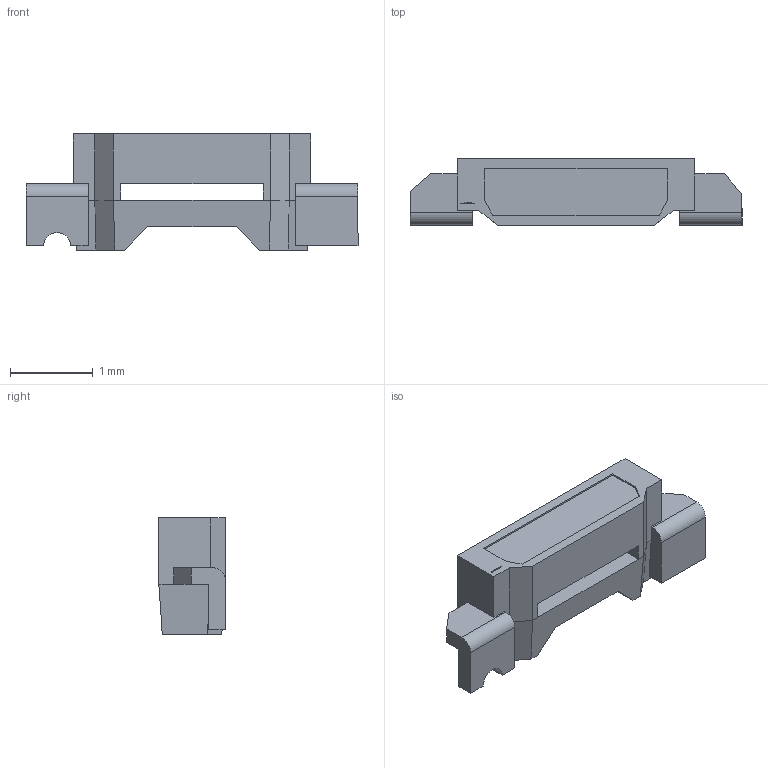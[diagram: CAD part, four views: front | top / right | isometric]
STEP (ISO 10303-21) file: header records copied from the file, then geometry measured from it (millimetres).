
FILE_DESCRIPTION (( 'STEP AP214' ), '1' );
FILE_NAME ('AA4008.STEP', '2017-08-15T21:58:45', ( 'admin' ), ( '' ), 'SwSTEP 2.0', 'SolidWorks 2012', '' );
FILE_SCHEMA (( 'AUTOMOTIVE_DESIGN' ));
Length unit declared in the file: millimetre
Products named in the file (1): AA4008
Bounding box: 4 x 0.8 x 1.4 mm (x, y, z)
Volume: 2.7 mm3; surface area: 19.5 mm2
Topology: 1 solids, 1 shells, 338 faces, 915 edges, 606 vertices
Faces by surface type: plane 219, bspline 116, cylinder 3
Entity records: 19413 total; most frequent: CARTESIAN_POINT 8248, ORIENTED_EDGE 1830, DIRECTION 1135, EDGE_CURVE 915, VECTOR 677, LINE 677, VERTEX_POINT 606, EDGE_LOOP 367
